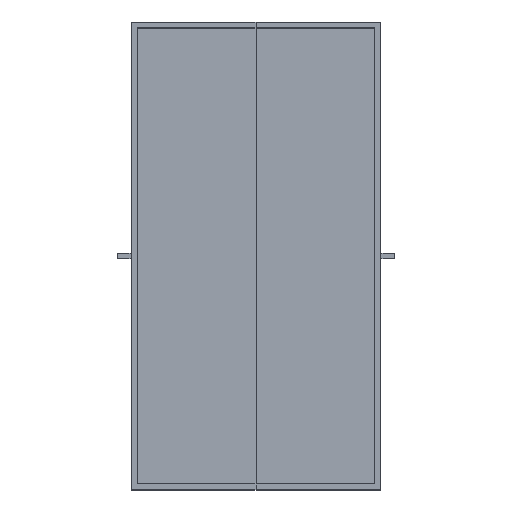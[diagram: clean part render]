
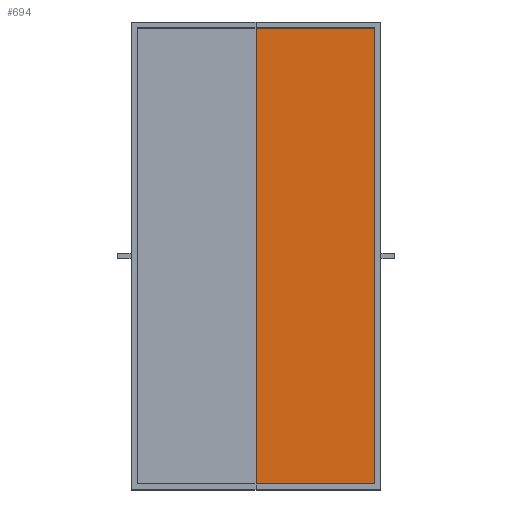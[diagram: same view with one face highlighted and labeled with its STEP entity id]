
A CAD part, top view. The second image highlights one B-rep face of the part: STEP entity #694.
In plain terms, the highlighted planar face has unit normal (0, 0, 1).
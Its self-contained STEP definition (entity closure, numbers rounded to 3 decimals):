
#38=FACE_OUTER_BOUND('',#76,.T.);
#76=EDGE_LOOP('',(#541,#542,#543,#544));
#98=LINE('',#940,#194);
#112=LINE('',#967,#208);
#139=LINE('',#1021,#235);
#143=LINE('',#1028,#239);
#194=VECTOR('',#769,10.);
#208=VECTOR('',#789,10.);
#235=VECTOR('',#834,10.);
#239=VECTOR('',#842,10.);
#289=VERTEX_POINT('',#936);
#291=VERTEX_POINT('',#939);
#301=VERTEX_POINT('',#965);
#319=VERTEX_POINT('',#1019);
#354=EDGE_CURVE('',#291,#289,#98,.T.);
#368=EDGE_CURVE('',#289,#301,#112,.T.);
#395=EDGE_CURVE('',#301,#319,#139,.T.);
#399=EDGE_CURVE('',#319,#291,#143,.T.);
#541=ORIENTED_EDGE('',*,*,#354,.T.);
#542=ORIENTED_EDGE('',*,*,#368,.T.);
#543=ORIENTED_EDGE('',*,*,#395,.T.);
#544=ORIENTED_EDGE('',*,*,#399,.T.);
#658=PLANE('',#745);
#694=ADVANCED_FACE('',(#38),#658,.T.);
#745=AXIS2_PLACEMENT_3D('',#1032,#848,#849);
#769=DIRECTION('',(0.,-1.,0.));
#789=DIRECTION('',(1.,0.,0.));
#834=DIRECTION('',(0.,1.,0.));
#842=DIRECTION('',(-1.,0.,0.));
#848=DIRECTION('center_axis',(0.,0.,1.));
#849=DIRECTION('ref_axis',(1.,0.,0.));
#936=CARTESIAN_POINT('',(31.5,1.5,0.));
#939=CARTESIAN_POINT('',(31.5,116.5,0.));
#940=CARTESIAN_POINT('',(31.5,29.5,0.));
#965=CARTESIAN_POINT('',(61.5,1.5,0.));
#967=CARTESIAN_POINT('',(60.5,1.5,0.));
#1019=CARTESIAN_POINT('',(61.5,116.5,0.));
#1021=CARTESIAN_POINT('',(61.5,115.5,0.));
#1028=CARTESIAN_POINT('',(17.,116.5,0.));
#1032=CARTESIAN_POINT('Origin',(31.5,59.,0.));
